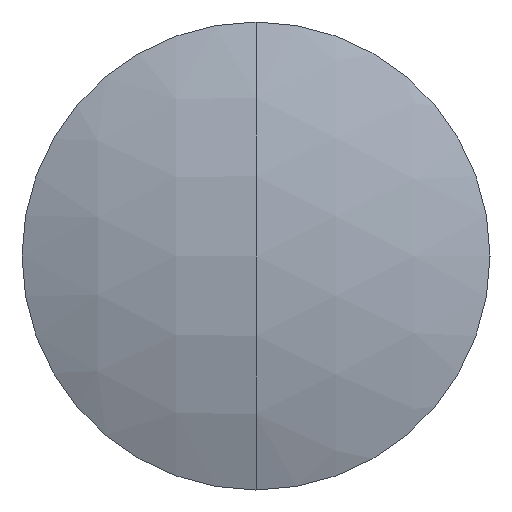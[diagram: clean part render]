
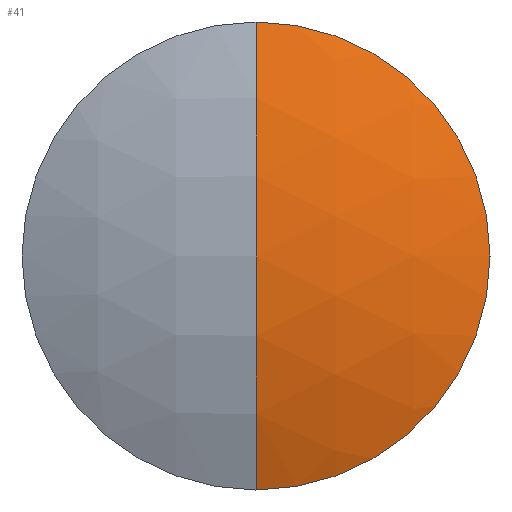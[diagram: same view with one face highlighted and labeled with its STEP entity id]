
A CAD part, left-side view. The second image highlights one B-rep face of the part: STEP entity #41.
In plain terms, the highlighted spherical face has radius 33.55 mm.
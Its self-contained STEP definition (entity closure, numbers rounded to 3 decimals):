
#5 = FACE_OUTER_BOUND ( 'NONE', #275, .T. ) ;
#9 = DIRECTION ( 'NONE',  ( 0., 0., 1. ) ) ;
#36 = ORIENTED_EDGE ( 'NONE', *, *, #198, .T. ) ;
#38 = CARTESIAN_POINT ( 'NONE',  ( 286.526, 0., 12.7 ) ) ;
#41 = ADVANCED_FACE ( 'NONE', ( #5 ), #252, .T. ) ;
#62 = AXIS2_PLACEMENT_3D ( 'NONE', #75, #269, #100 ) ;
#63 = DIRECTION ( 'NONE',  ( 0., 0., -1. ) ) ;
#75 = CARTESIAN_POINT ( 'NONE',  ( 317.579, 0., 0. ) ) ;
#100 = DIRECTION ( 'NONE',  ( 0., 0., -1. ) ) ;
#107 = AXIS2_PLACEMENT_3D ( 'NONE', #265, #293, #127 ) ;
#119 = DIRECTION ( 'NONE',  ( 0., -1., 0. ) ) ;
#127 = DIRECTION ( 'NONE',  ( 0., 0., 1. ) ) ;
#133 = EDGE_CURVE ( 'NONE', #205, #345, #268, .T. ) ;
#163 = VERTEX_POINT ( 'NONE', #38 ) ;
#174 = DIRECTION ( 'NONE',  ( 0., 1., 0. ) ) ;
#192 = CIRCLE ( 'NONE', #62, 33.55 ) ;
#198 = EDGE_CURVE ( 'NONE', #205, #163, #326, .T. ) ;
#201 = CARTESIAN_POINT ( 'NONE',  ( 317.579, 0., 0. ) ) ;
#205 = VERTEX_POINT ( 'NONE', #337 ) ;
#215 = CARTESIAN_POINT ( 'NONE',  ( 284.029, 0., 0. ) ) ;
#221 = EDGE_CURVE ( 'NONE', #163, #345, #192, .T. ) ;
#234 = ORIENTED_EDGE ( 'NONE', *, *, #133, .F. ) ;
#245 = AXIS2_PLACEMENT_3D ( 'NONE', #201, #174, #9 ) ;
#246 = ORIENTED_EDGE ( 'NONE', *, *, #221, .T. ) ;
#252 = SPHERICAL_SURFACE ( 'NONE', #334, 33.55 ) ;
#265 = CARTESIAN_POINT ( 'NONE',  ( 286.526, 0., 0. ) ) ;
#268 = CIRCLE ( 'NONE', #245, 33.55 ) ;
#269 = DIRECTION ( 'NONE',  ( 0., -1., 0. ) ) ;
#275 = EDGE_LOOP ( 'NONE', ( #36, #246, #234 ) ) ;
#283 = CARTESIAN_POINT ( 'NONE',  ( 317.579, 0., 0. ) ) ;
#293 = DIRECTION ( 'NONE',  ( -1., 0., 0. ) ) ;
#326 = CIRCLE ( 'NONE', #107, 12.7 ) ;
#334 = AXIS2_PLACEMENT_3D ( 'NONE', #283, #119, #63 ) ;
#337 = CARTESIAN_POINT ( 'NONE',  ( 286.526, 0., -12.7 ) ) ;
#345 = VERTEX_POINT ( 'NONE', #215 ) ;
